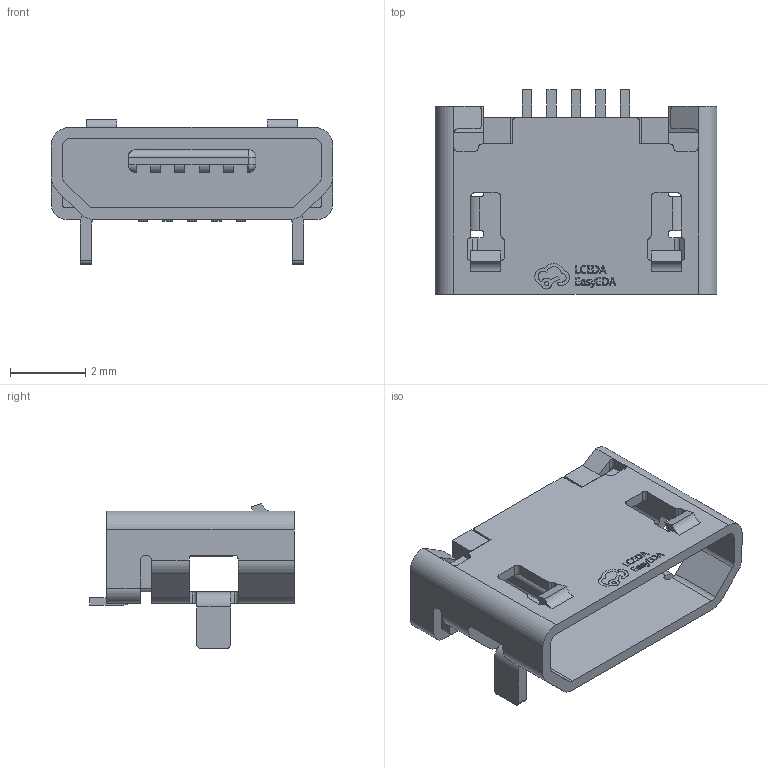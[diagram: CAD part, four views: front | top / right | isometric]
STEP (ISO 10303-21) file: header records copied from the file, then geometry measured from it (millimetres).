
FILE_DESCRIPTION (( 'STEP AP214' ), '1' );
FILE_NAME ('MICRO-USB-SMD_U254-051T-4BH83-F2S.step', '2022-07-07T03:04:02', ( '' ), ( '' ), 'SwSTEP 2.0', 'SolidWorks 2020', '' );
FILE_SCHEMA (( 'AUTOMOTIVE_DESIGN' ));
Length unit declared in the file: millimetre
Products named in the file (1): MICRO-USB-SMD_U254-051T-4BH83-F2S
Bounding box: 7.5 x 5.45 x 3.85 mm (x, y, z)
Volume: 38.1 mm3; surface area: 242.9 mm2
Topology: 2 solids, 2 shells, 560 faces, 1561 edges, 1030 vertices
Faces by surface type: plane 334, cylinder 112, bspline 112, sphere 2
Entity records: 24647 total; most frequent: CARTESIAN_POINT 5272, ORIENTED_EDGE 3118, DIRECTION 2443, EDGE_CURVE 1559, VECTOR 1105, LINE 1105, VERTEX_POINT 1030, AXIS2_PLACEMENT_3D 669
